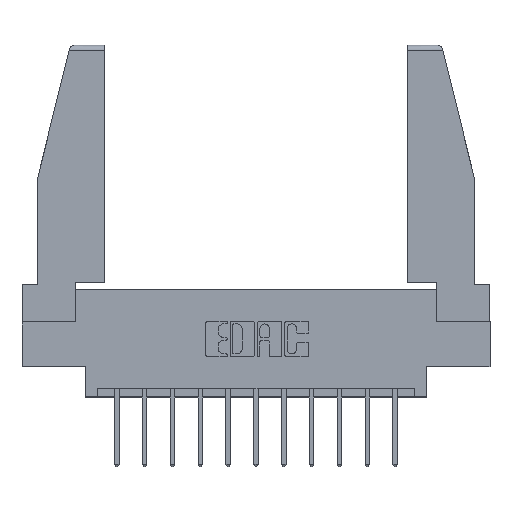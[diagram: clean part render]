
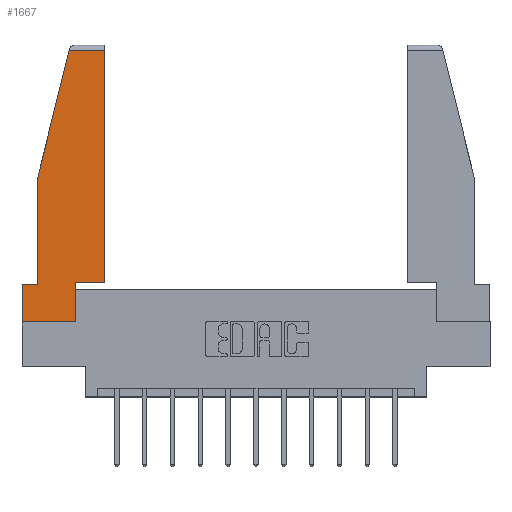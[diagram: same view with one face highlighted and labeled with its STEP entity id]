
A CAD part, top view. The second image highlights one B-rep face of the part: STEP entity #1667.
In plain terms, the highlighted planar face has unit normal (0, 0, 1).
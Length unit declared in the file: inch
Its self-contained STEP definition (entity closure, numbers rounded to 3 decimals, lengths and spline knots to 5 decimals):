
#215 = EDGE_LOOP ( 'NONE', ( #7199, #11277, #10272, #10564, #3339, #12112, #7369, #11154, #14460 ) ) ;
#584 = DIRECTION ( 'NONE',  ( 0., 0., 1. ) ) ;
#1667 = ADVANCED_FACE ( 'NONE', ( #3710 ), #7423, .T. ) ;
#2240 = LINE ( 'NONE', #7749, #10653 ) ;
#2372 = VECTOR ( 'NONE', #2713, 39.37008 ) ;
#2710 = VERTEX_POINT ( 'NONE', #7682 ) ;
#2713 = DIRECTION ( 'NONE',  ( 0., 1., 0. ) ) ;
#2943 = VECTOR ( 'NONE', #5347, 39.37008 ) ;
#3062 = CARTESIAN_POINT ( 'NONE',  ( 0.297, 0.223, 0. ) ) ;
#3151 = VECTOR ( 'NONE', #6442, 39.37008 ) ;
#3339 = ORIENTED_EDGE ( 'NONE', *, *, #10823, .T. ) ;
#3378 = DIRECTION ( 'NONE',  ( 0., -1., 0. ) ) ;
#3710 = FACE_OUTER_BOUND ( 'NONE', #215, .T. ) ;
#4363 = VERTEX_POINT ( 'NONE', #5302 ) ;
#4578 = VERTEX_POINT ( 'NONE', #9828 ) ;
#4931 = CARTESIAN_POINT ( 'NONE',  ( 0.297, 0., 0. ) ) ;
#4950 = VERTEX_POINT ( 'NONE', #6755 ) ;
#5051 = LINE ( 'NONE', #8908, #6694 ) ;
#5167 = VECTOR ( 'NONE', #8774, 39.37008 ) ;
#5302 = CARTESIAN_POINT ( 'NONE',  ( 0.297, 0., 0. ) ) ;
#5347 = DIRECTION ( 'NONE',  ( 0., 1., 0. ) ) ;
#5438 = EDGE_CURVE ( 'NONE', #4950, #4363, #5051, .T. ) ;
#5635 = CARTESIAN_POINT ( 'NONE',  ( 0.2636, 1.52, 0. ) ) ;
#6309 = CARTESIAN_POINT ( 'NONE',  ( 0., 0., 0. ) ) ;
#6409 = DIRECTION ( 'NONE',  ( -1., 0., 0. ) ) ;
#6442 = DIRECTION ( 'NONE',  ( 0., -1., 0. ) ) ;
#6455 = CARTESIAN_POINT ( 'NONE',  ( 0.271, 1.55, 0. ) ) ;
#6518 = EDGE_CURVE ( 'NONE', #13751, #4578, #7778, .T. ) ;
#6694 = VECTOR ( 'NONE', #7512, 39.37008 ) ;
#6755 = CARTESIAN_POINT ( 'NONE',  ( 0., 0., 0. ) ) ;
#6782 = LINE ( 'NONE', #4931, #2943 ) ;
#7199 = ORIENTED_EDGE ( 'NONE', *, *, #9366, .T. ) ;
#7369 = ORIENTED_EDGE ( 'NONE', *, *, #5438, .T. ) ;
#7423 = PLANE ( 'NONE',  #14196 ) ;
#7512 = DIRECTION ( 'NONE',  ( 1., 0., 0. ) ) ;
#7582 = VECTOR ( 'NONE', #12818, 39.37008 ) ;
#7682 = CARTESIAN_POINT ( 'NONE',  ( 0., 0.21, 0. ) ) ;
#7749 = CARTESIAN_POINT ( 'NONE',  ( 0., 1.52, 0. ) ) ;
#7778 = LINE ( 'NONE', #6455, #7582 ) ;
#7834 = LINE ( 'NONE', #9533, #9647 ) ;
#7854 = CARTESIAN_POINT ( 'NONE',  ( 0.086, 0.21, 0. ) ) ;
#8774 = DIRECTION ( 'NONE',  ( 1., 0., 0. ) ) ;
#8908 = CARTESIAN_POINT ( 'NONE',  ( 0., 0., 0. ) ) ;
#9318 = VECTOR ( 'NONE', #3378, 39.37008 ) ;
#9366 = EDGE_CURVE ( 'NONE', #13131, #11336, #13573, .T. ) ;
#9533 = CARTESIAN_POINT ( 'NONE',  ( 0., 0.21, 0. ) ) ;
#9647 = VECTOR ( 'NONE', #10724, 39.37008 ) ;
#9771 = DIRECTION ( 'NONE',  ( 1., 0., 0. ) ) ;
#9828 = CARTESIAN_POINT ( 'NONE',  ( 0.086, 0.8, 0. ) ) ;
#10272 = ORIENTED_EDGE ( 'NONE', *, *, #6518, .T. ) ;
#10564 = ORIENTED_EDGE ( 'NONE', *, *, #13694, .T. ) ;
#10653 = VECTOR ( 'NONE', #6409, 39.37008 ) ;
#10724 = DIRECTION ( 'NONE',  ( -1., 0., 0. ) ) ;
#10823 = EDGE_CURVE ( 'NONE', #11767, #2710, #7834, .T. ) ;
#11154 = ORIENTED_EDGE ( 'NONE', *, *, #13429, .T. ) ;
#11277 = ORIENTED_EDGE ( 'NONE', *, *, #11969, .T. ) ;
#11336 = VERTEX_POINT ( 'NONE', #14696 ) ;
#11690 = EDGE_CURVE ( 'NONE', #2710, #4950, #12860, .T. ) ;
#11767 = VERTEX_POINT ( 'NONE', #7854 ) ;
#11943 = EDGE_CURVE ( 'NONE', #14585, #13131, #13035, .T. ) ;
#11969 = EDGE_CURVE ( 'NONE', #11336, #13751, #2240, .T. ) ;
#11991 = CARTESIAN_POINT ( 'NONE',  ( 0.461, 0.223, 0. ) ) ;
#12112 = ORIENTED_EDGE ( 'NONE', *, *, #11690, .T. ) ;
#12563 = CARTESIAN_POINT ( 'NONE',  ( 0.086, 0.8, 0. ) ) ;
#12818 = DIRECTION ( 'NONE',  ( -0.239, -0.971, 0. ) ) ;
#12860 = LINE ( 'NONE', #13611, #3151 ) ;
#13035 = LINE ( 'NONE', #13424, #5167 ) ;
#13131 = VERTEX_POINT ( 'NONE', #11991 ) ;
#13210 = CARTESIAN_POINT ( 'NONE',  ( 0.461, 0.223, 0. ) ) ;
#13424 = CARTESIAN_POINT ( 'NONE',  ( 0.297, 0.223, 0. ) ) ;
#13429 = EDGE_CURVE ( 'NONE', #4363, #14585, #6782, .T. ) ;
#13573 = LINE ( 'NONE', #13210, #2372 ) ;
#13611 = CARTESIAN_POINT ( 'NONE',  ( 0., 0.21, 0. ) ) ;
#13694 = EDGE_CURVE ( 'NONE', #4578, #11767, #14085, .T. ) ;
#13751 = VERTEX_POINT ( 'NONE', #5635 ) ;
#14085 = LINE ( 'NONE', #12563, #9318 ) ;
#14196 = AXIS2_PLACEMENT_3D ( 'NONE', #6309, #584, #9771 ) ;
#14460 = ORIENTED_EDGE ( 'NONE', *, *, #11943, .T. ) ;
#14585 = VERTEX_POINT ( 'NONE', #3062 ) ;
#14696 = CARTESIAN_POINT ( 'NONE',  ( 0.461, 1.52, 0. ) ) ;
